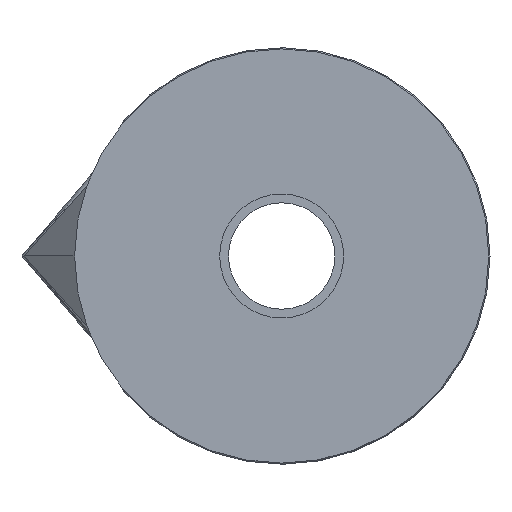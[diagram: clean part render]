
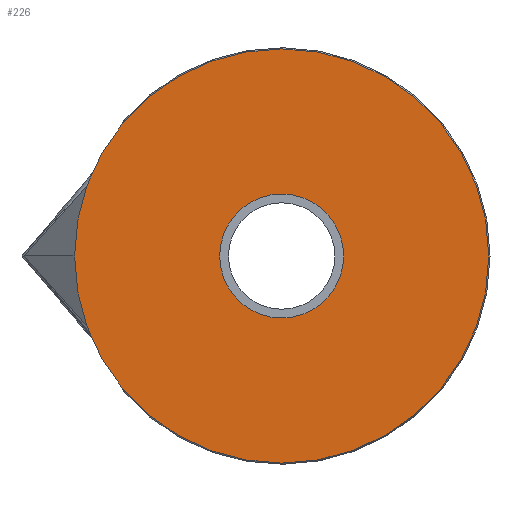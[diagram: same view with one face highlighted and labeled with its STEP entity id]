
A CAD part, front view. The second image highlights one B-rep face of the part: STEP entity #226.
In plain terms, the highlighted planar face has unit normal (0, -1, 0).
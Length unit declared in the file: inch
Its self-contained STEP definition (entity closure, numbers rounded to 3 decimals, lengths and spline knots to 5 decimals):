
#192=CARTESIAN_POINT('',(2.19,0.0,0.0));
#193=VERTEX_POINT('',#192);
#194=CARTESIAN_POINT('',(0.0,0.0,0.0));
#195=DIRECTION('',(0.0,-1.0,0.0));
#196=DIRECTION('',(1.0,0.0,0.0));
#197=AXIS2_PLACEMENT_3D('',#194,#195,#196);
#198=CIRCLE('',#197,2.19);
#199=EDGE_CURVE('',#193,#193,#198,.T.);
#207=CARTESIAN_POINT('',(1.42275,0.0,0.0));
#208=DIRECTION('',(0.0,-1.0,0.0));
#209=DIRECTION('',(0.0,0.0,-1.0));
#210=AXIS2_PLACEMENT_3D('',#207,#208,#209);
#211=PLANE('',#210);
#212=ORIENTED_EDGE('',*,*,#199,.T.);
#213=EDGE_LOOP('',(#212));
#214=FACE_OUTER_BOUND('',#213,.T.);
#215=CARTESIAN_POINT('',(0.6555,0.0,0.0));
#216=VERTEX_POINT('',#215);
#217=CARTESIAN_POINT('',(0.0,0.0,0.0));
#218=DIRECTION('',(0.0,-1.0,0.0));
#219=DIRECTION('',(1.0,0.0,0.0));
#220=AXIS2_PLACEMENT_3D('',#217,#218,#219);
#221=CIRCLE('',#220,0.6555);
#222=EDGE_CURVE('',#216,#216,#221,.T.);
#223=ORIENTED_EDGE('',*,*,#222,.F.);
#224=EDGE_LOOP('',(#223));
#225=FACE_BOUND('',#224,.T.);
#226=ADVANCED_FACE('',(#214,#225),#211,.T.);
